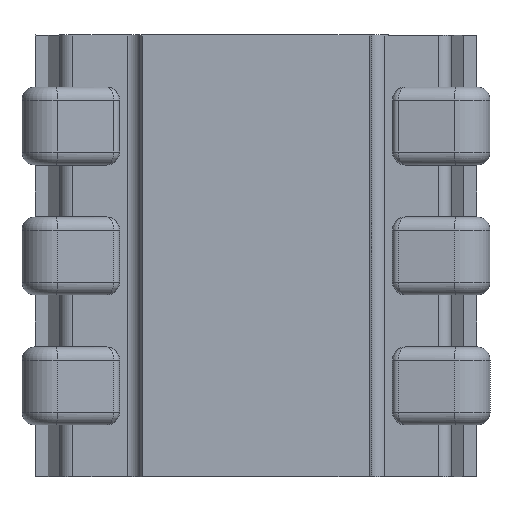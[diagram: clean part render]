
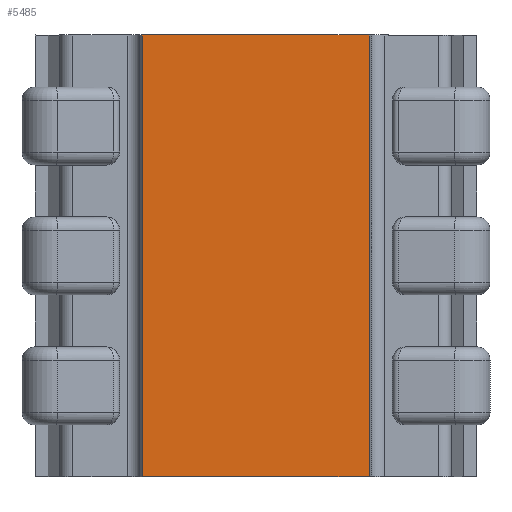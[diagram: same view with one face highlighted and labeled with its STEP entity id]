
A CAD part, front view. The second image highlights one B-rep face of the part: STEP entity #5485.
In plain terms, the highlighted planar face has unit normal (0, -1, 0).
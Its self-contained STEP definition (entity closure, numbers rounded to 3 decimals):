
#37 = EDGE_LOOP ( 'NONE', ( #1008, #134, #5319, #10585 ) ) ;
#134 = ORIENTED_EDGE ( 'NONE', *, *, #608, .F. ) ;
#469 = VECTOR ( 'NONE', #6833, 1000. ) ;
#608 = EDGE_CURVE ( 'NONE', #6134, #3612, #12570, .T. ) ;
#698 = DIRECTION ( 'NONE',  ( 0., 1., 0. ) ) ;
#1008 = ORIENTED_EDGE ( 'NONE', *, *, #3697, .F. ) ;
#1031 = FACE_OUTER_BOUND ( 'NONE', #37, .T. ) ;
#1155 = DIRECTION ( 'NONE',  ( 0., 0., -1. ) ) ;
#1328 = CARTESIAN_POINT ( 'NONE',  ( 1.223, 0.138, 1.733 ) ) ;
#2503 = CARTESIAN_POINT ( 'NONE',  ( -0.521, 0.138, -1.667 ) ) ;
#2939 = VERTEX_POINT ( 'NONE', #2503 ) ;
#3610 = CARTESIAN_POINT ( 'NONE',  ( -1.347, 0.138, -1.667 ) ) ;
#3612 = VERTEX_POINT ( 'NONE', #7114 ) ;
#3697 = EDGE_CURVE ( 'NONE', #3612, #6417, #4086, .T. ) ;
#4086 = LINE ( 'NONE', #1328, #9112 ) ;
#4690 = DIRECTION ( 'NONE',  ( 1., 0., 0. ) ) ;
#5081 = CARTESIAN_POINT ( 'NONE',  ( 1.223, 0.138, -1.667 ) ) ;
#5319 = ORIENTED_EDGE ( 'NONE', *, *, #7362, .T. ) ;
#5485 = ADVANCED_FACE ( 'NONE', ( #1031 ), #10827, .F. ) ;
#6134 = VERTEX_POINT ( 'NONE', #7997 ) ;
#6417 = VERTEX_POINT ( 'NONE', #5081 ) ;
#6710 = CARTESIAN_POINT ( 'NONE',  ( 0., 0.138, 1.733 ) ) ;
#6833 = DIRECTION ( 'NONE',  ( -1., 0., 0. ) ) ;
#7114 = CARTESIAN_POINT ( 'NONE',  ( 1.223, 0.138, 1.733 ) ) ;
#7362 = EDGE_CURVE ( 'NONE', #6134, #2939, #7535, .T. ) ;
#7535 = LINE ( 'NONE', #9159, #12683 ) ;
#7879 = DIRECTION ( 'NONE',  ( 0., 0., 1. ) ) ;
#7997 = CARTESIAN_POINT ( 'NONE',  ( -0.521, 0.138, 1.733 ) ) ;
#8120 = AXIS2_PLACEMENT_3D ( 'NONE', #6710, #698, #7879 ) ;
#8234 = EDGE_CURVE ( 'NONE', #6417, #2939, #12677, .T. ) ;
#9112 = VECTOR ( 'NONE', #11353, 1000. ) ;
#9159 = CARTESIAN_POINT ( 'NONE',  ( -0.521, 0.138, 1.733 ) ) ;
#10181 = CARTESIAN_POINT ( 'NONE',  ( 0., 0.138, 1.733 ) ) ;
#10585 = ORIENTED_EDGE ( 'NONE', *, *, #8234, .F. ) ;
#10827 = PLANE ( 'NONE',  #8120 ) ;
#11353 = DIRECTION ( 'NONE',  ( 0., 0., -1. ) ) ;
#11635 = VECTOR ( 'NONE', #4690, 1000. ) ;
#12570 = LINE ( 'NONE', #10181, #11635 ) ;
#12677 = LINE ( 'NONE', #3610, #469 ) ;
#12683 = VECTOR ( 'NONE', #1155, 1000. ) ;
